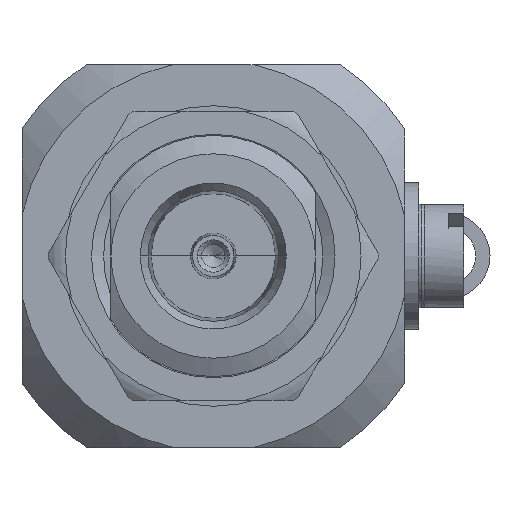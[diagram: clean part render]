
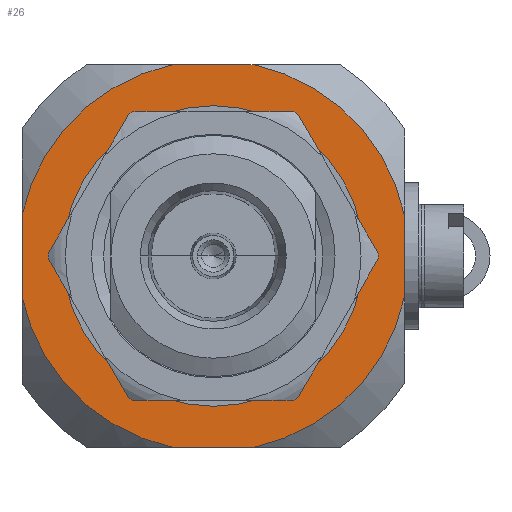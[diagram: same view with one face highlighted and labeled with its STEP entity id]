
A CAD part, left-side view. The second image highlights one B-rep face of the part: STEP entity #26.
In plain terms, the highlighted planar face has unit normal (-1, 0, 0).
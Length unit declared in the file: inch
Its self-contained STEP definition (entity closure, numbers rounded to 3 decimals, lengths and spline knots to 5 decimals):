
#26 = ADVANCED_FACE ( 'NONE', ( #3690, #3694 ), #11913, .F. ) ;
#923 = CIRCLE ( 'NONE', #8600, 0.385 ) ;
#1109 = LINE ( 'NONE', #10268, #1112 ) ;
#1112 = VECTOR ( 'NONE', #10276, 39.37008 ) ;
#1117 = CIRCLE ( 'NONE', #8657, 0.501 ) ;
#1120 = LINE ( 'NONE', #10294, #1122 ) ;
#1121 = CIRCLE ( 'NONE', #8658, 0.501 ) ;
#1122 = VECTOR ( 'NONE', #10295, 39.37008 ) ;
#1123 = CIRCLE ( 'NONE', #8659, 0.501 ) ;
#1124 = LINE ( 'NONE', #10307, #1126 ) ;
#1125 = CIRCLE ( 'NONE', #8660, 0.501 ) ;
#1126 = VECTOR ( 'NONE', #10308, 39.37008 ) ;
#1127 = LINE ( 'NONE', #10317, #1129 ) ;
#1129 = VECTOR ( 'NONE', #10313, 39.37008 ) ;
#1130 = CIRCLE ( 'NONE', #8661, 0.385 ) ;
#1861 = ORIENTED_EDGE ( 'NONE', *, *, #13851, .F. ) ;
#1862 = ORIENTED_EDGE ( 'NONE', *, *, #13859, .T. ) ;
#1864 = ORIENTED_EDGE ( 'NONE', *, *, #13858, .F. ) ;
#1866 = ORIENTED_EDGE ( 'NONE', *, *, #13860, .T. ) ;
#1870 = ORIENTED_EDGE ( 'NONE', *, *, #13861, .F. ) ;
#1875 = ORIENTED_EDGE ( 'NONE', *, *, #13863, .F. ) ;
#1877 = ORIENTED_EDGE ( 'NONE', *, *, #13864, .T. ) ;
#1878 = ORIENTED_EDGE ( 'NONE', *, *, #13865, .F. ) ;
#1879 = ORIENTED_EDGE ( 'NONE', *, *, #13723, .F. ) ;
#1895 = ORIENTED_EDGE ( 'NONE', *, *, #13862, .T. ) ;
#2212 = CARTESIAN_POINT ( 'NONE',  ( -0.995, -0.10442, -0.49 ) ) ;
#2219 = CARTESIAN_POINT ( 'NONE',  ( -0.995, 0.10442, -0.49 ) ) ;
#2234 = CARTESIAN_POINT ( 'NONE',  ( -0.995, -0.49, 0.10442 ) ) ;
#2278 = CARTESIAN_POINT ( 'NONE',  ( -0.995, -0.49, -0.10442 ) ) ;
#2284 = CARTESIAN_POINT ( 'NONE',  ( -0.995, 0.49, 0.10442 ) ) ;
#2285 = CARTESIAN_POINT ( 'NONE',  ( -0.995, -0.10442, 0.49 ) ) ;
#2286 = CARTESIAN_POINT ( 'NONE',  ( -0.995, 0.10442, 0.49 ) ) ;
#3622 = VERTEX_POINT ( 'NONE', #4660 ) ;
#3660 = VERTEX_POINT ( 'NONE', #4477 ) ;
#3674 = VERTEX_POINT ( 'NONE', #4634 ) ;
#3690 = FACE_OUTER_BOUND ( 'NONE', #16485, .T. ) ;
#3694 = FACE_BOUND ( 'NONE', #16604, .T. ) ;
#4477 = CARTESIAN_POINT ( 'NONE',  ( -0.995, 0.49, -0.10442 ) ) ;
#4634 = CARTESIAN_POINT ( 'NONE',  ( -0.995, 0., -0.385 ) ) ;
#4660 = CARTESIAN_POINT ( 'NONE',  ( -0.995, 0., 0.385 ) ) ;
#8600 = AXIS2_PLACEMENT_3D ( 'NONE', #9762, #9763, #9764 ) ;
#8657 = AXIS2_PLACEMENT_3D ( 'NONE', #10310, #10311, #10312 ) ;
#8658 = AXIS2_PLACEMENT_3D ( 'NONE', #10314, #10315, #10316 ) ;
#8659 = AXIS2_PLACEMENT_3D ( 'NONE', #10320, #10321, #10323 ) ;
#8660 = AXIS2_PLACEMENT_3D ( 'NONE', #10326, #10328, #10329 ) ;
#8661 = AXIS2_PLACEMENT_3D ( 'NONE', #10330, #10331, #10332 ) ;
#9762 = CARTESIAN_POINT ( 'NONE',  ( -0.995, 0., 0. ) ) ;
#9763 = DIRECTION ( 'NONE',  ( -1., 0., 0. ) ) ;
#9764 = DIRECTION ( 'NONE',  ( 0., 0., -1. ) ) ;
#10268 = CARTESIAN_POINT ( 'NONE',  ( -0.995, -0.49, -0.32593 ) ) ;
#10276 = DIRECTION ( 'NONE',  ( 0., 0., -1. ) ) ;
#10294 = CARTESIAN_POINT ( 'NONE',  ( -0.995, -0.32593, -0.49 ) ) ;
#10295 = DIRECTION ( 'NONE',  ( 0., 1., 0. ) ) ;
#10307 = CARTESIAN_POINT ( 'NONE',  ( -0.995, -0.32593, 0.49 ) ) ;
#10308 = DIRECTION ( 'NONE',  ( 0., -1., 0. ) ) ;
#10310 = CARTESIAN_POINT ( 'NONE',  ( -0.995, 0., 0. ) ) ;
#10311 = DIRECTION ( 'NONE',  ( -1., 0., 0. ) ) ;
#10312 = DIRECTION ( 'NONE',  ( 0., 0., -1. ) ) ;
#10313 = DIRECTION ( 'NONE',  ( 0., 0., 1. ) ) ;
#10314 = CARTESIAN_POINT ( 'NONE',  ( -0.995, 0., 0. ) ) ;
#10315 = DIRECTION ( 'NONE',  ( -1., 0., 0. ) ) ;
#10316 = DIRECTION ( 'NONE',  ( 0., 0., -1. ) ) ;
#10317 = CARTESIAN_POINT ( 'NONE',  ( -0.995, 0.49, -0.32593 ) ) ;
#10320 = CARTESIAN_POINT ( 'NONE',  ( -0.995, 0., 0. ) ) ;
#10321 = DIRECTION ( 'NONE',  ( -1., 0., 0. ) ) ;
#10323 = DIRECTION ( 'NONE',  ( 0., 0., 1. ) ) ;
#10326 = CARTESIAN_POINT ( 'NONE',  ( -0.995, 0., 0. ) ) ;
#10328 = DIRECTION ( 'NONE',  ( -1., 0., 0. ) ) ;
#10329 = DIRECTION ( 'NONE',  ( 0., 0., -1. ) ) ;
#10330 = CARTESIAN_POINT ( 'NONE',  ( -0.995, 0., 0. ) ) ;
#10331 = DIRECTION ( 'NONE',  ( -1., 0., 0. ) ) ;
#10332 = DIRECTION ( 'NONE',  ( 0., 0., -1. ) ) ;
#11421 = CARTESIAN_POINT ( 'NONE',  ( -0.995, 0., 0. ) ) ;
#11496 = DIRECTION ( 'NONE',  ( 1., 0., 0. ) ) ;
#11505 = DIRECTION ( 'NONE',  ( 0., 0., -1. ) ) ;
#11855 = AXIS2_PLACEMENT_3D ( 'NONE', #11421, #11496, #11505 ) ;
#11913 = PLANE ( 'NONE',  #11855 ) ;
#13723 = EDGE_CURVE ( 'NONE', #3622, #3674, #923, .T. ) ;
#13851 = EDGE_CURVE ( 'NONE', #16282, #16612, #1109, .T. ) ;
#13858 = EDGE_CURVE ( 'NONE', #16233, #16264, #1120, .T. ) ;
#13859 = EDGE_CURVE ( 'NONE', #16233, #16612, #1117, .T. ) ;
#13860 = EDGE_CURVE ( 'NONE', #16282, #16619, #1121, .T. ) ;
#13861 = EDGE_CURVE ( 'NONE', #16620, #16619, #1124, .T. ) ;
#13862 = EDGE_CURVE ( 'NONE', #16620, #16618, #1123, .T. ) ;
#13863 = EDGE_CURVE ( 'NONE', #3660, #16618, #1127, .T. ) ;
#13864 = EDGE_CURVE ( 'NONE', #3660, #16264, #1125, .T. ) ;
#13865 = EDGE_CURVE ( 'NONE', #3674, #3622, #1130, .T. ) ;
#16233 = VERTEX_POINT ( 'NONE', #2212 ) ;
#16264 = VERTEX_POINT ( 'NONE', #2219 ) ;
#16282 = VERTEX_POINT ( 'NONE', #2234 ) ;
#16485 = EDGE_LOOP ( 'NONE', ( #1864, #1862, #1861, #1866, #1870, #1895, #1875, #1877 ) ) ;
#16604 = EDGE_LOOP ( 'NONE', ( #1878, #1879 ) ) ;
#16612 = VERTEX_POINT ( 'NONE', #2278 ) ;
#16618 = VERTEX_POINT ( 'NONE', #2284 ) ;
#16619 = VERTEX_POINT ( 'NONE', #2285 ) ;
#16620 = VERTEX_POINT ( 'NONE', #2286 ) ;
